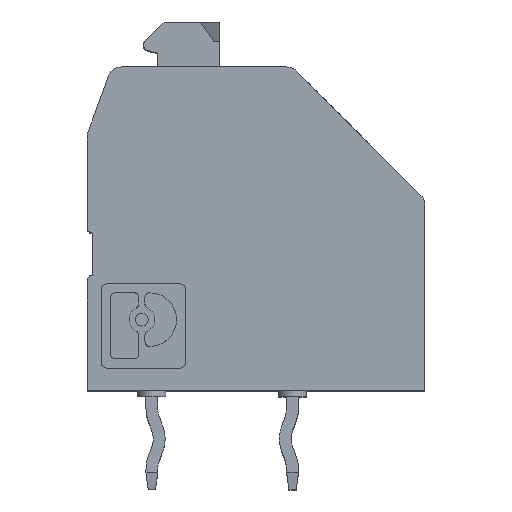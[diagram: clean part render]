
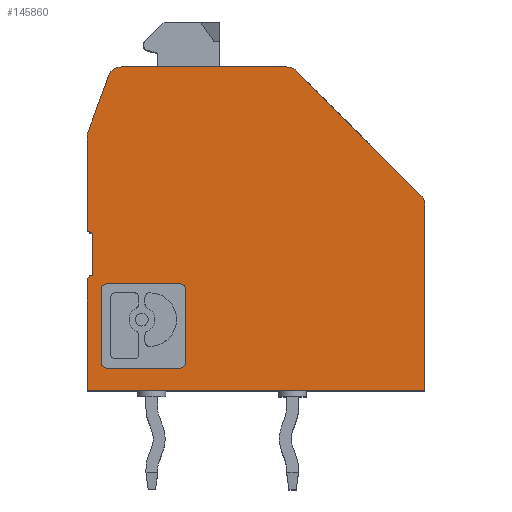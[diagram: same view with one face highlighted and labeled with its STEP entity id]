
A CAD part, top view. The second image highlights one B-rep face of the part: STEP entity #145860.
In plain terms, the highlighted planar face has unit normal (0, 0, 1).
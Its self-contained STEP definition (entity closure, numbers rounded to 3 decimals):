
#3270=CARTESIAN_POINT('',(11.439,0.,9.93));
#3280=DIRECTION('',(0.,0.,1.));
#3290=DIRECTION('',(1.,0.,0.));
#3300=AXIS2_PLACEMENT_3D('',#3270,#3280,#3290);
#3310=PLANE('',#3300);
#75450=CARTESIAN_POINT('',(0.,11.5,9.93));
#75460=DIRECTION('',(1.,0.,0.));
#75470=VECTOR('',#75460,1.);
#75480=LINE('',#75450,#75470);
#75490=CARTESIAN_POINT('',(1.224,11.5,9.93));
#75500=VERTEX_POINT('',#75490);
#75510=CARTESIAN_POINT('',(7.093,11.5,9.93));
#75520=VERTEX_POINT('',#75510);
#75530=EDGE_CURVE('',#75500,#75520,#75480,.T.);
#87100=CARTESIAN_POINT('',(7.446,11.354,9.93));
#87110=VERTEX_POINT('',#87100);
#87140=CARTESIAN_POINT('',(7.093,11.,9.93));
#87150=DIRECTION('',(0.,0.,-1.));
#87160=DIRECTION('',(-1.,0.,0.));
#87170=AXIS2_PLACEMENT_3D('',#87140,#87150,#87160);
#87180=CIRCLE('',#87170,0.5);
#87190=EDGE_CURVE('',#75520,#87110,#87180,.T.);
#87370=CARTESIAN_POINT('',(11.5,6.593,9.93));
#87380=DIRECTION('',(0.,0.,1.));
#87390=DIRECTION('',(1.,0.,0.));
#87400=AXIS2_PLACEMENT_3D('',#87370,#87380,#87390);
#87410=CIRCLE('',#87400,0.5);
#87420=CARTESIAN_POINT('',(12.,6.593,9.93));
#87430=VERTEX_POINT('',#87420);
#87440=CARTESIAN_POINT('',(11.854,6.946,9.93));
#87450=VERTEX_POINT('',#87440);
#87460=EDGE_CURVE('',#87430,#87450,#87410,.T.);
#87760=CARTESIAN_POINT('',(0.2,5.8,9.93));
#87770=DIRECTION('',(0.,0.,-1.));
#87780=DIRECTION('',(-1.,0.,0.));
#87790=AXIS2_PLACEMENT_3D('',#87760,#87770,#87780);
#87800=CIRCLE('',#87790,0.2);
#87810=CARTESIAN_POINT('',(0.2,5.6,9.93));
#87820=VERTEX_POINT('',#87810);
#87830=CARTESIAN_POINT('',(0.,5.8,9.93));
#87840=VERTEX_POINT('',#87830);
#87850=EDGE_CURVE('',#87820,#87840,#87800,.T.);
#88910=CARTESIAN_POINT('',(12.,0.,9.93));
#88920=VERTEX_POINT('',#88910);
#89390=CARTESIAN_POINT('',(0.,0.,9.93));
#89400=VERTEX_POINT('',#89390);
#89430=CARTESIAN_POINT('',(0.,0.,9.93));
#89440=DIRECTION('',(-1.,0.,0.));
#89450=VECTOR('',#89440,1.);
#89460=LINE('',#89430,#89450);
#89470=EDGE_CURVE('',#88920,#89400,#89460,.T.);
#101710=CARTESIAN_POINT('',(0.,0.,9.93));
#101720=DIRECTION('',(0.,1.,0.));
#101730=VECTOR('',#101720,1.);
#101740=LINE('',#101710,#101730);
#101750=CARTESIAN_POINT('',(0.,3.9,9.93));
#101760=VERTEX_POINT('',#101750);
#101770=EDGE_CURVE('',#89400,#101760,#101740,.T.);
#114470=CARTESIAN_POINT('',(12.,0.,9.93));
#114480=DIRECTION('',(0.,-1.,0.));
#114490=VECTOR('',#114480,1.);
#114500=LINE('',#114470,#114490);
#114510=EDGE_CURVE('',#87430,#88920,#114500,.T.);
#115750=CARTESIAN_POINT('',(0.2,3.9,9.93));
#115760=DIRECTION('',(0.,0.,1.));
#115770=DIRECTION('',(1.,0.,0.));
#115780=AXIS2_PLACEMENT_3D('',#115750,#115760,#115770);
#115790=CIRCLE('',#115780,0.2);
#115800=CARTESIAN_POINT('',(0.2,4.1,9.93));
#115810=VERTEX_POINT('',#115800);
#115820=EDGE_CURVE('',#115810,#101760,#115790,.T.);
#117370=CARTESIAN_POINT('',(0.,18.8,9.93));
#117380=DIRECTION('',(0.707,-0.707,0.));
#117390=VECTOR('',#117380,1.);
#117400=LINE('',#117370,#117390);
#117410=EDGE_CURVE('',#87110,#87450,#117400,.T.);
#144670=ORIENTED_EDGE('',*,*,#101770,.F.);
#144680=ORIENTED_EDGE('',*,*,#115820,.T.);
#144690=CARTESIAN_POINT('',(0.2,0.,9.93));
#144700=DIRECTION('',(0.,1.,0.));
#144710=VECTOR('',#144700,1.);
#144720=LINE('',#144690,#144710);
#144730=EDGE_CURVE('',#115810,#87820,#144720,.T.);
#144740=ORIENTED_EDGE('',*,*,#144730,.F.);
#144750=ORIENTED_EDGE('',*,*,#87850,.F.);
#144760=CARTESIAN_POINT('',(0.,0.,9.93));
#144770=DIRECTION('',(0.,1.,0.));
#144780=VECTOR('',#144770,1.);
#144790=LINE('',#144760,#144780);
#144800=CARTESIAN_POINT('',(0.,9.012,9.93));
#144810=VERTEX_POINT('',#144800);
#144820=EDGE_CURVE('',#87840,#144810,#144790,.T.);
#144830=ORIENTED_EDGE('',*,*,#144820,.F.);
#144840=CARTESIAN_POINT('',(0.5,9.012,9.93));
#144850=DIRECTION('',(0.,0.,1.));
#144860=DIRECTION('',(1.,0.,0.));
#144870=AXIS2_PLACEMENT_3D('',#144840,#144850,#144860);
#144880=CIRCLE('',#144870,0.5);
#144890=CARTESIAN_POINT('',(0.03,9.183,9.93));
#144900=VERTEX_POINT('',#144890);
#144910=EDGE_CURVE('',#144900,#144810,#144880,.T.);
#144920=ORIENTED_EDGE('',*,*,#144910,.T.);
#144930=CARTESIAN_POINT('',(-3.312,0.,9.93));
#144940=DIRECTION('',(0.342,0.94,0.));
#144950=VECTOR('',#144940,1.);
#144960=LINE('',#144930,#144950);
#144970=CARTESIAN_POINT('',(0.754,11.171,9.93));
#144980=VERTEX_POINT('',#144970);
#144990=EDGE_CURVE('',#144900,#144980,#144960,.T.);
#145000=ORIENTED_EDGE('',*,*,#144990,.F.);
#145010=CARTESIAN_POINT('',(1.224,11.,9.93));
#145020=DIRECTION('',(0.,0.,1.));
#145030=DIRECTION('',(1.,0.,0.));
#145040=AXIS2_PLACEMENT_3D('',#145010,#145020,#145030);
#145050=CIRCLE('',#145040,0.5);
#145060=EDGE_CURVE('',#75500,#144980,#145050,.T.);
#145070=ORIENTED_EDGE('',*,*,#145060,.T.);
#145080=ORIENTED_EDGE('',*,*,#75530,.F.);
#145090=ORIENTED_EDGE('',*,*,#87190,.F.);
#145100=ORIENTED_EDGE('',*,*,#117410,.F.);
#145110=ORIENTED_EDGE('',*,*,#87460,.T.);
#145120=ORIENTED_EDGE('',*,*,#114510,.F.);
#145130=ORIENTED_EDGE('',*,*,#89470,.F.);
#145140=EDGE_LOOP('',(#145130,#145120,#145110,#145100,#145090,#145080,
#145070,#145000,#144920,#144830,#144750,#144740,#144680,#144670));
#145150=FACE_OUTER_BOUND('',#145140,.T.);
#145160=CARTESIAN_POINT('',(0.,0.8,9.93));
#145170=DIRECTION('',(1.,0.,0.));
#145180=VECTOR('',#145170,1.);
#145190=LINE('',#145160,#145180);
#145200=CARTESIAN_POINT('',(0.711,0.8,9.93));
#145210=VERTEX_POINT('',#145200);
#145220=CARTESIAN_POINT('',(3.289,0.8,9.93));
#145230=VERTEX_POINT('',#145220);
#145240=EDGE_CURVE('',#145210,#145230,#145190,.T.);
#145250=ORIENTED_EDGE('',*,*,#145240,.F.);
#145260=CARTESIAN_POINT('',(3.289,1.011,9.93));
#145270=DIRECTION('',(0.,0.,1.));
#145280=DIRECTION('',(1.,0.,0.));
#145290=AXIS2_PLACEMENT_3D('',#145260,#145270,#145280);
#145300=CIRCLE('',#145290,0.211);
#145310=CARTESIAN_POINT('',(3.5,1.011,9.93));
#145320=VERTEX_POINT('',#145310);
#145330=EDGE_CURVE('',#145230,#145320,#145300,.T.);
#145340=ORIENTED_EDGE('',*,*,#145330,.F.);
#145350=CARTESIAN_POINT('',(3.5,0.,9.93));
#145360=DIRECTION('',(0.,1.,0.));
#145370=VECTOR('',#145360,1.);
#145380=LINE('',#145350,#145370);
#145390=CARTESIAN_POINT('',(3.5,3.589,9.93));
#145400=VERTEX_POINT('',#145390);
#145410=EDGE_CURVE('',#145320,#145400,#145380,.T.);
#145420=ORIENTED_EDGE('',*,*,#145410,.F.);
#145430=CARTESIAN_POINT('',(3.289,3.589,9.93));
#145440=DIRECTION('',(0.,0.,1.));
#145450=DIRECTION('',(1.,0.,0.));
#145460=AXIS2_PLACEMENT_3D('',#145430,#145440,#145450);
#145470=CIRCLE('',#145460,0.211);
#145480=CARTESIAN_POINT('',(3.289,3.8,9.93));
#145490=VERTEX_POINT('',#145480);
#145500=EDGE_CURVE('',#145400,#145490,#145470,.T.);
#145510=ORIENTED_EDGE('',*,*,#145500,.F.);
#145520=CARTESIAN_POINT('',(0.,3.8,9.93));
#145530=DIRECTION('',(-1.,0.,0.));
#145540=VECTOR('',#145530,1.);
#145550=LINE('',#145520,#145540);
#145560=CARTESIAN_POINT('',(0.711,3.8,9.93));
#145570=VERTEX_POINT('',#145560);
#145580=EDGE_CURVE('',#145490,#145570,#145550,.T.);
#145590=ORIENTED_EDGE('',*,*,#145580,.F.);
#145600=CARTESIAN_POINT('',(0.711,3.589,9.93));
#145610=DIRECTION('',(0.,0.,1.));
#145620=DIRECTION('',(1.,0.,0.));
#145630=AXIS2_PLACEMENT_3D('',#145600,#145610,#145620);
#145640=CIRCLE('',#145630,0.211);
#145650=CARTESIAN_POINT('',(0.5,3.589,9.93));
#145660=VERTEX_POINT('',#145650);
#145670=EDGE_CURVE('',#145570,#145660,#145640,.T.);
#145680=ORIENTED_EDGE('',*,*,#145670,.F.);
#145690=CARTESIAN_POINT('',(0.5,0.,9.93));
#145700=DIRECTION('',(0.,-1.,0.));
#145710=VECTOR('',#145700,1.);
#145720=LINE('',#145690,#145710);
#145730=CARTESIAN_POINT('',(0.5,1.011,9.93));
#145740=VERTEX_POINT('',#145730);
#145750=EDGE_CURVE('',#145660,#145740,#145720,.T.);
#145760=ORIENTED_EDGE('',*,*,#145750,.F.);
#145770=CARTESIAN_POINT('',(0.711,1.011,9.93));
#145780=DIRECTION('',(0.,0.,1.));
#145790=DIRECTION('',(1.,0.,0.));
#145800=AXIS2_PLACEMENT_3D('',#145770,#145780,#145790);
#145810=CIRCLE('',#145800,0.211);
#145820=EDGE_CURVE('',#145740,#145210,#145810,.T.);
#145830=ORIENTED_EDGE('',*,*,#145820,.F.);
#145840=EDGE_LOOP('',(#145830,#145760,#145680,#145590,#145510,#145420,
#145340,#145250));
#145850=FACE_BOUND('',#145840,.T.);
#145860=ADVANCED_FACE('',(#145150,#145850),#3310,.T.);
